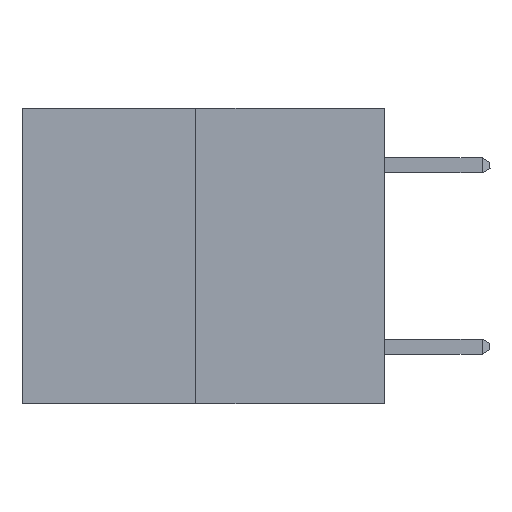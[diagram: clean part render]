
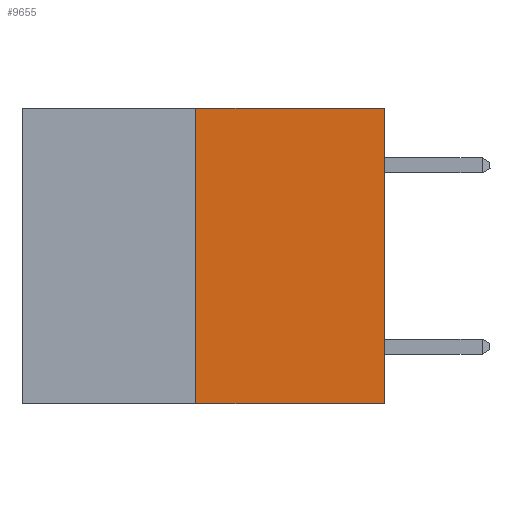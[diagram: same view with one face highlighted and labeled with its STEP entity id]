
A CAD part, left-side view. The second image highlights one B-rep face of the part: STEP entity #9655.
In plain terms, the highlighted planar face has unit normal (-1, 0, 0).
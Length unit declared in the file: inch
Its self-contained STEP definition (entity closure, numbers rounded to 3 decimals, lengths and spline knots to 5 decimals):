
#2091 = PLANE ( 'NONE',  #27047 ) ;
#2156 = CARTESIAN_POINT ( 'NONE',  ( 0., 0.6, -0.49 ) ) ;
#3393 = ORIENTED_EDGE ( 'NONE', *, *, #23922, .F. ) ;
#3887 = VERTEX_POINT ( 'NONE', #15761 ) ;
#3918 = CARTESIAN_POINT ( 'NONE',  ( 0., 0., 0. ) ) ;
#6545 = LINE ( 'NONE', #30264, #7289 ) ;
#7289 = VECTOR ( 'NONE', #16261, 39.37008 ) ;
#7628 = ORIENTED_EDGE ( 'NONE', *, *, #8941, .F. ) ;
#8442 = LINE ( 'NONE', #11676, #20153 ) ;
#8941 = EDGE_CURVE ( 'NONE', #14715, #3887, #8442, .T. ) ;
#9010 = LINE ( 'NONE', #10282, #10829 ) ;
#9655 = ADVANCED_FACE ( 'NONE', ( #12785 ), #2091, .F. ) ;
#10282 = CARTESIAN_POINT ( 'NONE',  ( 0., 0.6, 0. ) ) ;
#10829 = VECTOR ( 'NONE', #14816, 39.37008 ) ;
#11452 = EDGE_LOOP ( 'NONE', ( #7628, #18150, #17484, #3393 ) ) ;
#11676 = CARTESIAN_POINT ( 'NONE',  ( 0., 0.312, -0.49 ) ) ;
#11733 = CARTESIAN_POINT ( 'NONE',  ( 0., 0.6, 0. ) ) ;
#12785 = FACE_OUTER_BOUND ( 'NONE', #11452, .T. ) ;
#13369 = EDGE_CURVE ( 'NONE', #14715, #15345, #23329, .T. ) ;
#13956 = DIRECTION ( 'NONE',  ( 0., -1., 0. ) ) ;
#14715 = VERTEX_POINT ( 'NONE', #15839 ) ;
#14816 = DIRECTION ( 'NONE',  ( 0., -1., 0. ) ) ;
#15345 = VERTEX_POINT ( 'NONE', #22470 ) ;
#15761 = CARTESIAN_POINT ( 'NONE',  ( 0., 0.312, 0. ) ) ;
#15839 = CARTESIAN_POINT ( 'NONE',  ( 0., 0.312, -0.49 ) ) ;
#16261 = DIRECTION ( 'NONE',  ( 0., 0., 1. ) ) ;
#17484 = ORIENTED_EDGE ( 'NONE', *, *, #22749, .T. ) ;
#18150 = ORIENTED_EDGE ( 'NONE', *, *, #13369, .T. ) ;
#20153 = VECTOR ( 'NONE', #28032, 39.37008 ) ;
#20939 = DIRECTION ( 'NONE',  ( 1., 0., 0. ) ) ;
#20970 = VERTEX_POINT ( 'NONE', #3918 ) ;
#21042 = DIRECTION ( 'NONE',  ( 0., 0., -1. ) ) ;
#22470 = CARTESIAN_POINT ( 'NONE',  ( 0., 0., -0.49 ) ) ;
#22749 = EDGE_CURVE ( 'NONE', #15345, #20970, #6545, .T. ) ;
#23329 = LINE ( 'NONE', #2156, #24418 ) ;
#23922 = EDGE_CURVE ( 'NONE', #3887, #20970, #9010, .T. ) ;
#24418 = VECTOR ( 'NONE', #13956, 39.37008 ) ;
#27047 = AXIS2_PLACEMENT_3D ( 'NONE', #11733, #20939, #21042 ) ;
#28032 = DIRECTION ( 'NONE',  ( 0., 0., 1. ) ) ;
#30264 = CARTESIAN_POINT ( 'NONE',  ( 0., 0., 0. ) ) ;
